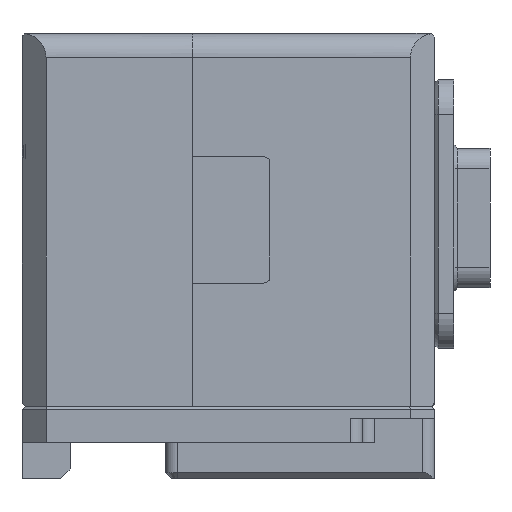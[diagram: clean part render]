
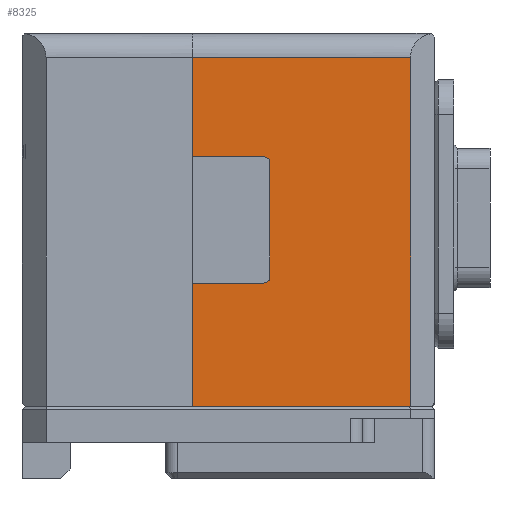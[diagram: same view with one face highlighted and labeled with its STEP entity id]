
A CAD part, left-side view. The second image highlights one B-rep face of the part: STEP entity #8325.
In plain terms, the highlighted planar face has unit normal (-1, 0, 0).
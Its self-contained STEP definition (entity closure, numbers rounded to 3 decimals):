
#511=CIRCLE('',#9117,0.5);
#512=CIRCLE('',#9120,0.5);
#1042=FACE_OUTER_BOUND('',#1571,.T.);
#1571=EDGE_LOOP('',(#6926,#6927,#6928,#6929,#6930,#6931,#6932,#6933,#6934,
#6935));
#2304=LINE('',#13633,#3108);
#2318=LINE('',#13674,#3122);
#2334=LINE('',#13709,#3138);
#2338=LINE('',#13719,#3142);
#2341=LINE('',#13727,#3145);
#2342=LINE('',#13729,#3146);
#2343=LINE('',#13731,#3147);
#2344=LINE('',#13732,#3148);
#3108=VECTOR('',#11014,10.);
#3122=VECTOR('',#11058,10.);
#3138=VECTOR('',#11096,10.);
#3142=VECTOR('',#11106,10.);
#3145=VECTOR('',#11115,10.);
#3146=VECTOR('',#11118,10.);
#3147=VECTOR('',#11121,10.);
#3148=VECTOR('',#11122,10.);
#3900=VERTEX_POINT('',#13630);
#3901=VERTEX_POINT('',#13632);
#3912=VERTEX_POINT('',#13671);
#3913=VERTEX_POINT('',#13673);
#3921=VERTEX_POINT('',#13707);
#3922=VERTEX_POINT('',#13711);
#3923=VERTEX_POINT('',#13713);
#3924=VERTEX_POINT('',#13717);
#3925=VERTEX_POINT('',#13721);
#3926=VERTEX_POINT('',#13725);
#4930=EDGE_CURVE('',#3900,#3901,#2304,.T.);
#4951=EDGE_CURVE('',#3913,#3912,#2318,.T.);
#4970=EDGE_CURVE('',#3912,#3921,#2334,.T.);
#4972=EDGE_CURVE('',#3922,#3923,#511,.T.);
#4975=EDGE_CURVE('',#3922,#3924,#2338,.T.);
#4976=EDGE_CURVE('',#3925,#3924,#512,.T.);
#4979=EDGE_CURVE('',#3925,#3926,#2341,.T.);
#4980=EDGE_CURVE('',#3921,#3923,#2342,.T.);
#4981=EDGE_CURVE('',#3926,#3901,#2343,.T.);
#4982=EDGE_CURVE('',#3913,#3900,#2344,.T.);
#6926=ORIENTED_EDGE('',*,*,#4980,.T.);
#6927=ORIENTED_EDGE('',*,*,#4972,.F.);
#6928=ORIENTED_EDGE('',*,*,#4975,.T.);
#6929=ORIENTED_EDGE('',*,*,#4976,.F.);
#6930=ORIENTED_EDGE('',*,*,#4979,.T.);
#6931=ORIENTED_EDGE('',*,*,#4981,.T.);
#6932=ORIENTED_EDGE('',*,*,#4930,.F.);
#6933=ORIENTED_EDGE('',*,*,#4982,.F.);
#6934=ORIENTED_EDGE('',*,*,#4951,.T.);
#6935=ORIENTED_EDGE('',*,*,#4970,.T.);
#7915=PLANE('',#9123);
#8325=ADVANCED_FACE('',(#1042),#7915,.T.);
#9117=AXIS2_PLACEMENT_3D('',#13714,#11100,#11101);
#9120=AXIS2_PLACEMENT_3D('',#13722,#11109,#11110);
#9123=AXIS2_PLACEMENT_3D('',#13730,#11119,#11120);
#11014=DIRECTION('',(0.,1.,0.));
#11058=DIRECTION('',(0.,1.,0.));
#11096=DIRECTION('',(0.,0.,-1.));
#11100=DIRECTION('center_axis',(-1.,0.,0.));
#11101=DIRECTION('ref_axis',(0.,-0.707,0.707));
#11106=DIRECTION('',(0.,0.,-1.));
#11109=DIRECTION('center_axis',(-1.,0.,0.));
#11110=DIRECTION('ref_axis',(0.,-0.707,-0.707));
#11115=DIRECTION('',(0.,1.,0.));
#11118=DIRECTION('',(0.,-1.,0.));
#11119=DIRECTION('center_axis',(-1.,0.,0.));
#11120=DIRECTION('ref_axis',(0.,0.,1.));
#11121=DIRECTION('',(0.,0.,-1.));
#11122=DIRECTION('',(0.,0.,-1.));
#13630=CARTESIAN_POINT('',(-90.,-9.9,3.));
#13632=CARTESIAN_POINT('',(-90.,8.25,3.));
#13633=CARTESIAN_POINT('',(-90.,-11.9,3.));
#13671=CARTESIAN_POINT('',(-90.,8.25,32.));
#13673=CARTESIAN_POINT('',(-90.,-9.9,32.));
#13674=CARTESIAN_POINT('',(-90.,-11.9,32.));
#13707=CARTESIAN_POINT('',(-90.,8.25,23.75));
#13709=CARTESIAN_POINT('',(-90.,8.25,10.75));
#13711=CARTESIAN_POINT('',(-90.,1.8,23.25));
#13713=CARTESIAN_POINT('',(-90.,2.3,23.75));
#13714=CARTESIAN_POINT('Origin',(-90.,2.3,23.25));
#13717=CARTESIAN_POINT('',(-90.,1.8,13.75));
#13719=CARTESIAN_POINT('',(-90.,1.8,10.75));
#13721=CARTESIAN_POINT('',(-90.,2.3,13.25));
#13722=CARTESIAN_POINT('Origin',(-90.,2.3,13.75));
#13725=CARTESIAN_POINT('',(-90.,8.25,13.25));
#13727=CARTESIAN_POINT('',(-90.,-5.05,13.25));
#13729=CARTESIAN_POINT('',(-90.,-5.05,23.75));
#13730=CARTESIAN_POINT('Origin',(-90.,-11.9,3.));
#13731=CARTESIAN_POINT('',(-90.,8.25,10.75));
#13732=CARTESIAN_POINT('',(-90.,-9.9,10.75));
